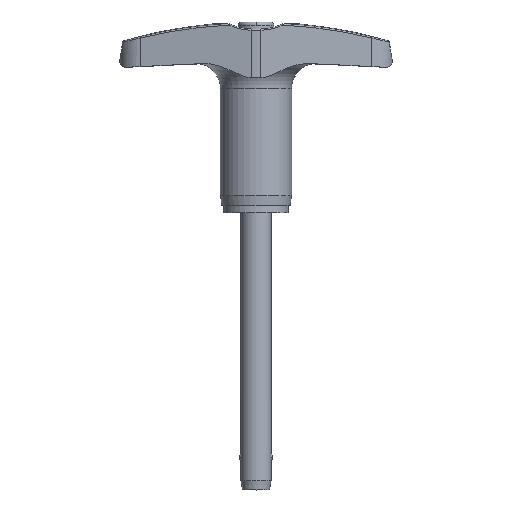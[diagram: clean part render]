
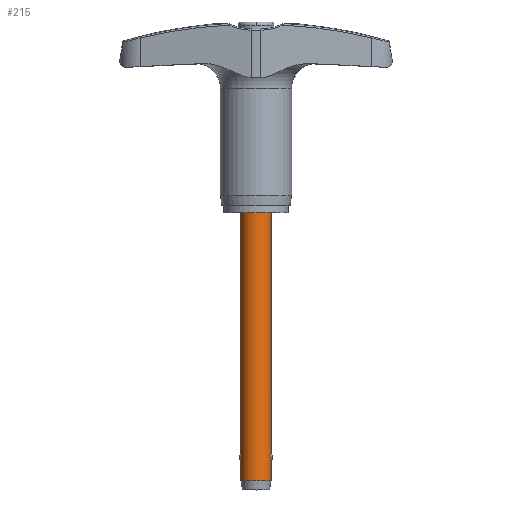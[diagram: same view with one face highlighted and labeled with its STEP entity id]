
A CAD part, top view. The second image highlights one B-rep face of the part: STEP entity #215.
In plain terms, the highlighted cylindrical face has radius 2.5 mm (diameter 5 mm), a partial arc.
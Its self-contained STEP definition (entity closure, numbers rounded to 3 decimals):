
#215=ADVANCED_FACE('',(#484),#485,.T.);
#484=FACE_OUTER_BOUND('',#806,.T.);
#485=CYLINDRICAL_SURFACE('',#807,2.5);
#806=EDGE_LOOP('',(#1468,#1469,#1470,#1471,#1472,#1473,#1474,#1475,#1476,#1477));
#807=AXIS2_PLACEMENT_3D('',#1478,#1479,#1480);
#1468=ORIENTED_EDGE('',*,*,#2234,.T.);
#1469=ORIENTED_EDGE('',*,*,#2257,.T.);
#1470=ORIENTED_EDGE('',*,*,#2250,.T.);
#1471=ORIENTED_EDGE('',*,*,#2241,.T.);
#1472=ORIENTED_EDGE('',*,*,#2263,.F.);
#1473=ORIENTED_EDGE('',*,*,#2239,.T.);
#1474=ORIENTED_EDGE('',*,*,#2253,.T.);
#1475=ORIENTED_EDGE('',*,*,#2255,.T.);
#1476=ORIENTED_EDGE('',*,*,#2236,.T.);
#1477=ORIENTED_EDGE('',*,*,#2261,.T.);
#1478=CARTESIAN_POINT('',(0.0,-22.25,0.0));
#1479=DIRECTION('',(-0.0,1.0,0.0));
#1480=DIRECTION('',(1.0,0.0,0.0));
#2234=EDGE_CURVE('',#2750,#2751,#2752,.T.);
#2236=EDGE_CURVE('',#2755,#2753,#2756,.T.);
#2239=EDGE_CURVE('',#2761,#2759,#2762,.T.);
#2241=EDGE_CURVE('',#2765,#2763,#2766,.T.);
#2250=EDGE_CURVE('',#2777,#2765,#2779,.T.);
#2253=EDGE_CURVE('',#2759,#2781,#2783,.T.);
#2255=EDGE_CURVE('',#2781,#2755,#2785,.T.);
#2257=EDGE_CURVE('',#2751,#2777,#2787,.T.);
#2261=EDGE_CURVE('',#2753,#2750,#2791,.T.);
#2263=EDGE_CURVE('',#2761,#2763,#2793,.T.);
#2750=VERTEX_POINT('',#4055);
#2751=VERTEX_POINT('',#4056);
#2752=LINE('',#4057,#4058);
#2753=VERTEX_POINT('',#4059);
#2755=VERTEX_POINT('',#4061);
#2756=LINE('',#4062,#4063);
#2759=VERTEX_POINT('',#4079);
#2761=VERTEX_POINT('',#4094);
#2762=LINE('',#4095,#4096);
#2763=VERTEX_POINT('',#4097);
#2765=VERTEX_POINT('',#4099);
#2766=LINE('',#4100,#4101);
#2777=VERTEX_POINT('',#4140);
#2779=B_SPLINE_CURVE_WITH_KNOTS('',3,(#4142,#4143,#4144,#4145,#4146,#4147,#4148,#4149,#4150,#4151,#4152,#4153,#4154,#4155),.UNSPECIFIED.,.F.,.F.,(4,2,2,2,2,2,4),(1.771,1.963,2.155,2.247,2.339,2.498,2.656),.UNSPECIFIED.);
#2781=VERTEX_POINT('',#4157);
#2783=B_SPLINE_CURVE_WITH_KNOTS('',3,(#4159,#4160,#4161,#4162,#4163,#4164,#4165,#4166,#4167,#4168,#4169,#4170,#4171,#4172),.UNSPECIFIED.,.F.,.F.,(4,2,2,2,2,2,4),(2.656,2.814,2.972,3.065,3.157,3.349,3.541),.UNSPECIFIED.);
#2785=B_SPLINE_CURVE_WITH_KNOTS('',3,(#4174,#4175,#4176,#4177,#4178,#4179,#4180,#4181,#4182,#4183,#4184,#4185,#4186,#4187),.UNSPECIFIED.,.F.,.F.,(4,2,2,2,2,2,4),(0.0,0.192,0.384,0.476,0.569,0.727,0.885),.UNSPECIFIED.);
#2787=B_SPLINE_CURVE_WITH_KNOTS('',3,(#4189,#4190,#4191,#4192,#4193,#4194,#4195,#4196,#4197,#4198,#4199,#4200,#4201,#4202),.UNSPECIFIED.,.F.,.F.,(4,2,2,2,2,2,4),(0.885,1.044,1.202,1.294,1.387,1.579,1.771),.UNSPECIFIED.);
#2791=CIRCLE('',#4206,2.5);
#2793=CIRCLE('',#4208,2.5);
#4055=CARTESIAN_POINT('',(2.5,-44.5,0.0));
#4056=CARTESIAN_POINT('',(2.5,-41.118,0.));
#4057=CARTESIAN_POINT('',(2.5,-22.25,0.));
#4058=VECTOR('',#5073,1.0);
#4059=CARTESIAN_POINT('',(-2.5,-44.5,0.));
#4061=CARTESIAN_POINT('',(-2.5,-41.118,0.));
#4062=CARTESIAN_POINT('',(-2.5,-22.25,0.));
#4063=VECTOR('',#5077,1.0);
#4079=CARTESIAN_POINT('',(-2.5,-40.0,0.));
#4094=CARTESIAN_POINT('',(-2.5,0.,0.));
#4095=CARTESIAN_POINT('',(-2.5,-22.25,0.));
#4096=VECTOR('',#5078,1.0);
#4097=CARTESIAN_POINT('',(2.5,0.0,0.0));
#4099=CARTESIAN_POINT('',(2.5,-40.0,0.));
#4100=CARTESIAN_POINT('',(2.5,-22.25,0.));
#4101=VECTOR('',#5082,1.0);
#4140=CARTESIAN_POINT('',(2.422,-40.559,0.62));
#4142=CARTESIAN_POINT('',(2.422,-40.559,0.62));
#4143=CARTESIAN_POINT('',(2.422,-40.495,0.62));
#4144=CARTESIAN_POINT('',(2.425,-40.427,0.607));
#4145=CARTESIAN_POINT('',(2.437,-40.301,0.556));
#4146=CARTESIAN_POINT('',(2.446,-40.244,0.518));
#4147=CARTESIAN_POINT('',(2.459,-40.175,0.454));
#4148=CARTESIAN_POINT('',(2.463,-40.152,0.429));
#4149=CARTESIAN_POINT('',(2.472,-40.112,0.376));
#4150=CARTESIAN_POINT('',(2.476,-40.094,0.347));
#4151=CARTESIAN_POINT('',(2.485,-40.055,0.274));
#4152=CARTESIAN_POINT('',(2.491,-40.034,0.221));
#4153=CARTESIAN_POINT('',(2.498,-40.006,0.11));
#4154=CARTESIAN_POINT('',(2.5,-40.0,0.053));
#4155=CARTESIAN_POINT('',(2.5,-40.0,0.));
#4157=CARTESIAN_POINT('',(-2.422,-40.559,0.62));
#4159=CARTESIAN_POINT('',(-2.5,-40.0,0.));
#4160=CARTESIAN_POINT('',(-2.5,-40.0,0.053));
#4161=CARTESIAN_POINT('',(-2.498,-40.006,0.11));
#4162=CARTESIAN_POINT('',(-2.491,-40.034,0.221));
#4163=CARTESIAN_POINT('',(-2.485,-40.055,0.274));
#4164=CARTESIAN_POINT('',(-2.476,-40.094,0.347));
#4165=CARTESIAN_POINT('',(-2.472,-40.112,0.376));
#4166=CARTESIAN_POINT('',(-2.463,-40.152,0.429));
#4167=CARTESIAN_POINT('',(-2.459,-40.175,0.454));
#4168=CARTESIAN_POINT('',(-2.446,-40.244,0.518));
#4169=CARTESIAN_POINT('',(-2.437,-40.301,0.556));
#4170=CARTESIAN_POINT('',(-2.425,-40.427,0.607));
#4171=CARTESIAN_POINT('',(-2.422,-40.495,0.62));
#4172=CARTESIAN_POINT('',(-2.422,-40.559,0.62));
#4174=CARTESIAN_POINT('',(-2.422,-40.559,0.62));
#4175=CARTESIAN_POINT('',(-2.422,-40.623,0.62));
#4176=CARTESIAN_POINT('',(-2.425,-40.691,0.607));
#4177=CARTESIAN_POINT('',(-2.437,-40.817,0.556));
#4178=CARTESIAN_POINT('',(-2.446,-40.874,0.518));
#4179=CARTESIAN_POINT('',(-2.459,-40.943,0.454));
#4180=CARTESIAN_POINT('',(-2.463,-40.966,0.429));
#4181=CARTESIAN_POINT('',(-2.472,-41.006,0.376));
#4182=CARTESIAN_POINT('',(-2.476,-41.024,0.347));
#4183=CARTESIAN_POINT('',(-2.485,-41.063,0.274));
#4184=CARTESIAN_POINT('',(-2.491,-41.084,0.221));
#4185=CARTESIAN_POINT('',(-2.498,-41.112,0.11));
#4186=CARTESIAN_POINT('',(-2.5,-41.118,0.053));
#4187=CARTESIAN_POINT('',(-2.5,-41.118,0.));
#4189=CARTESIAN_POINT('',(2.5,-41.118,0.));
#4190=CARTESIAN_POINT('',(2.5,-41.118,0.053));
#4191=CARTESIAN_POINT('',(2.498,-41.112,0.11));
#4192=CARTESIAN_POINT('',(2.491,-41.084,0.221));
#4193=CARTESIAN_POINT('',(2.485,-41.063,0.274));
#4194=CARTESIAN_POINT('',(2.476,-41.024,0.347));
#4195=CARTESIAN_POINT('',(2.472,-41.006,0.376));
#4196=CARTESIAN_POINT('',(2.463,-40.966,0.429));
#4197=CARTESIAN_POINT('',(2.459,-40.943,0.454));
#4198=CARTESIAN_POINT('',(2.446,-40.874,0.518));
#4199=CARTESIAN_POINT('',(2.437,-40.817,0.556));
#4200=CARTESIAN_POINT('',(2.425,-40.691,0.607));
#4201=CARTESIAN_POINT('',(2.422,-40.623,0.62));
#4202=CARTESIAN_POINT('',(2.422,-40.559,0.62));
#4206=AXIS2_PLACEMENT_3D('',#5097,#5098,#5099);
#4208=AXIS2_PLACEMENT_3D('',#5100,#5101,#5102);
#5073=DIRECTION('',(0.0,1.0,0.0));
#5077=DIRECTION('',(-0.0,-1.0,-0.0));
#5078=DIRECTION('',(-0.0,-1.0,-0.0));
#5082=DIRECTION('',(0.0,1.0,0.0));
#5097=CARTESIAN_POINT('',(0.0,-44.5,0.0));
#5098=DIRECTION('',(-0.0,1.0,0.0));
#5099=DIRECTION('',(1.0,0.0,0.0));
#5100=CARTESIAN_POINT('',(0.0,0.0,0.0));
#5101=DIRECTION('',(-0.0,1.0,0.));
#5102=DIRECTION('',(1.0,0.0,0.0));
